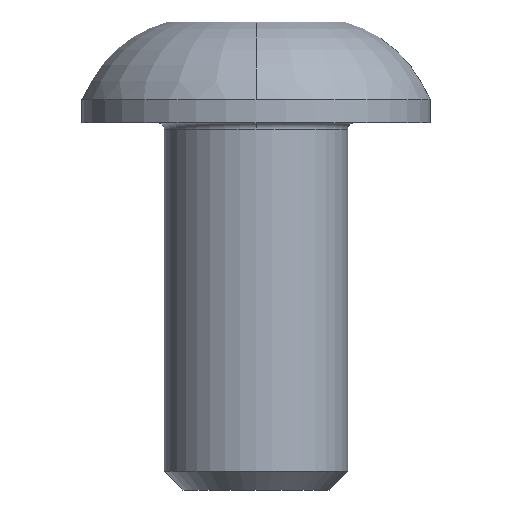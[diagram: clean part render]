
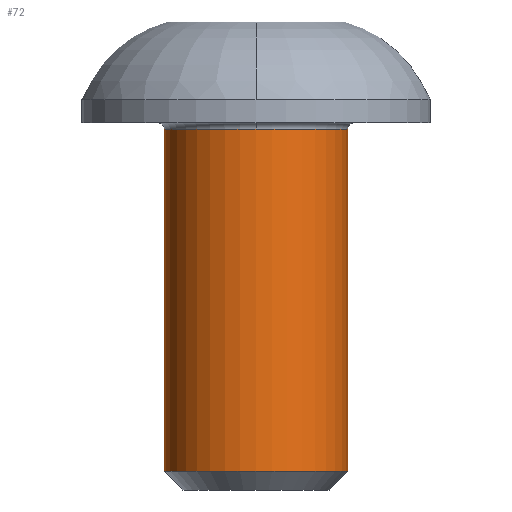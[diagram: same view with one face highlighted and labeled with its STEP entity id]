
A CAD part, front view. The second image highlights one B-rep face of the part: STEP entity #72.
In plain terms, the highlighted cylindrical face has radius 1.5 mm (diameter 3 mm), a partial arc.
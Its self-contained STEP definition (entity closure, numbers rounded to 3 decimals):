
#72=ADVANCED_FACE('',(#144),#145,.T.);
#144=FACE_OUTER_BOUND('',#213,.T.);
#145=CYLINDRICAL_SURFACE('',#214,1.5);
#213=EDGE_LOOP('',(#355,#356,#357,#358,#359));
#214=AXIS2_PLACEMENT_3D('',#360,#361,#362);
#355=ORIENTED_EDGE('',*,*,#426,.T.);
#356=ORIENTED_EDGE('',*,*,#467,.F.);
#357=ORIENTED_EDGE('',*,*,#429,.T.);
#358=ORIENTED_EDGE('',*,*,#434,.T.);
#359=ORIENTED_EDGE('',*,*,#465,.T.);
#360=CARTESIAN_POINT('',(0.,0.0,-2.897));
#361=DIRECTION('',(0.,0.0,-1.0));
#362=DIRECTION('',(-1.0,0.,0.));
#426=EDGE_CURVE('',#507,#498,#508,.T.);
#429=EDGE_CURVE('',#501,#511,#513,.T.);
#434=EDGE_CURVE('',#511,#519,#521,.T.);
#465=EDGE_CURVE('',#519,#507,#565,.T.);
#467=EDGE_CURVE('',#501,#498,#567,.T.);
#498=VERTEX_POINT('',#600);
#501=VERTEX_POINT('',#604);
#507=VERTEX_POINT('',#611);
#508=LINE('',#612,#613);
#511=VERTEX_POINT('',#616);
#513=LINE('',#618,#619);
#519=VERTEX_POINT('',#625);
#521=CIRCLE('',#627,1.5);
#565=CIRCLE('',#689,1.5);
#567=CIRCLE('',#691,1.5);
#600=CARTESIAN_POINT('',(-1.5,0.,-5.693));
#604=CARTESIAN_POINT('',(1.5,0.,-5.693));
#611=CARTESIAN_POINT('',(-1.5,0.,-0.1));
#612=CARTESIAN_POINT('',(-1.5,0.,-2.897));
#613=VECTOR('',#734,1.0);
#616=CARTESIAN_POINT('',(1.5,0.,-0.1));
#618=CARTESIAN_POINT('',(1.5,0.,-2.897));
#619=VECTOR('',#741,1.0);
#625=CARTESIAN_POINT('',(0.,-1.5,-0.1));
#627=AXIS2_PLACEMENT_3D('',#751,#752,#753);
#689=AXIS2_PLACEMENT_3D('',#781,#782,#783);
#691=AXIS2_PLACEMENT_3D('',#784,#785,#786);
#734=DIRECTION('',(0.,0.0,-1.0));
#741=DIRECTION('',(0.,-0.0,1.0));
#751=CARTESIAN_POINT('',(0.,0.0,-0.1));
#752=DIRECTION('',(0.,0.0,-1.0));
#753=DIRECTION('',(-1.0,0.,0.));
#781=CARTESIAN_POINT('',(0.,0.0,-0.1));
#782=DIRECTION('',(0.,0.0,-1.0));
#783=DIRECTION('',(-1.0,0.,0.));
#784=CARTESIAN_POINT('',(0.,0.0,-5.693));
#785=DIRECTION('',(0.,0.0,-1.0));
#786=DIRECTION('',(-1.0,0.,0.));
